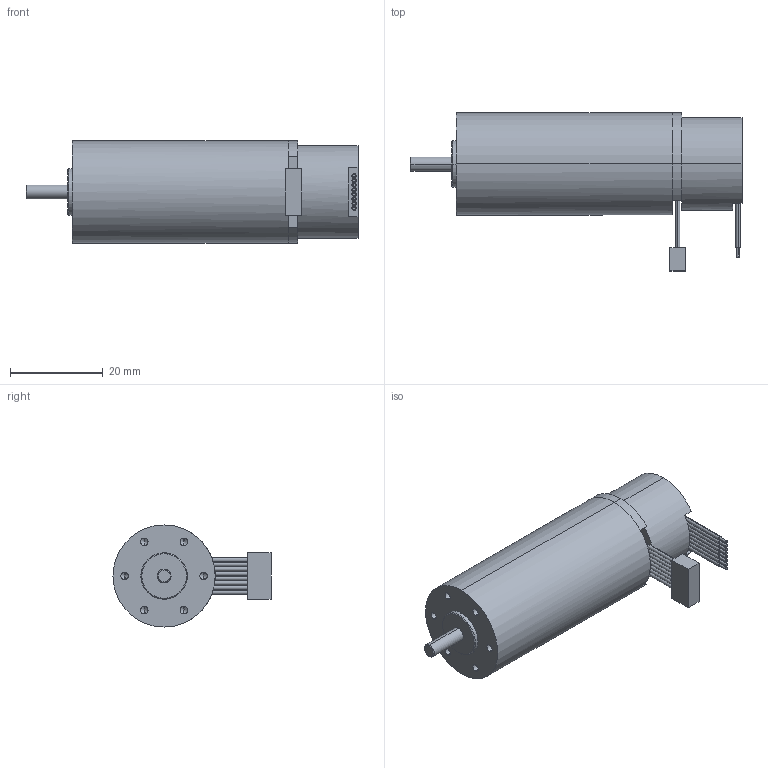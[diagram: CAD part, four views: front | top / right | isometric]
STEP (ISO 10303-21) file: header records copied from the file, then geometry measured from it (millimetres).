
FILE_DESCRIPTION (( 'STEP AP214' ), '1' );
FILE_NAME ('零件9.STEP', '2022-11-24T06:17:10', ( '微软用户' ), ( '微软中国' ), 'SwSTEP 2.0', 'SolidWorks 2020', '' );
FILE_SCHEMA (( 'AUTOMOTIVE_DESIGN' ));
Length unit declared in the file: millimetre
Products named in the file (1): 錨璃9
Bounding box: 71.5 x 34.03 x 22 mm (x, y, z)
Volume: 22704.3 mm3; surface area: 6606.1 mm2
Topology: 19 solids, 19 shells, 147 faces, 277 edges, 172 vertices
Faces by surface type: cylinder 71, plane 60, cone 16
Entity records: 5260 total; most frequent: DIRECTION 708, CARTESIAN_POINT 585, ORIENTED_EDGE 530, AXIS2_PLACEMENT_3D 295, EDGE_CURVE 265, VERTEX_POINT 172, EDGE_LOOP 163, UNCERTAINTY_MEASURE_WITH_UNIT 151
